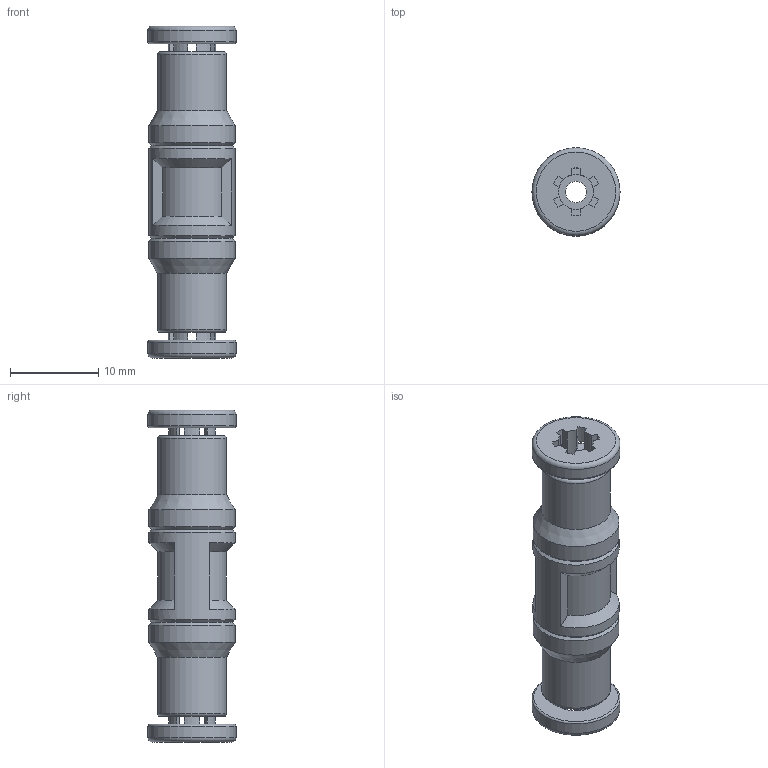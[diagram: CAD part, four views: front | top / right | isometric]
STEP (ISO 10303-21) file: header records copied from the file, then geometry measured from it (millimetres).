
FILE_DESCRIPTION(/* description */ ('STEP AP214'),/* implementation_level */ '2;1');
FILE_NAME(/* name */ '130645_CRQS-4',/* time_stamp */ '2024-08-08T21:30:47+02:00',/* author */ ('License CC BY-ND 4.0'),/* organization */ ('CADENAS'),/* preprocessor_version */ 'ST-DEVELOPER v19.3',/* originating_system */ 'PARTsolutions',/* authorisation */ ' ');
FILE_SCHEMA (('AUTOMOTIVE_DESIGN {1 0 10303 214 3 1 1}'));
Length unit declared in the file: millimetre
Products named in the file (1): 130645 CRQS-4
Bounding box: 10 x 10 x 37.7 mm (x, y, z)
Volume: 1720.1 mm3; surface area: 1857.4 mm2
Topology: 1 solids, 1 shells, 88 faces, 266 edges, 164 vertices
Faces by surface type: cylinder 36, plane 36, cone 10, torus 6
Full cylindrical faces by diameter (mm): 2.4 x1, 4 x2, 7.84 x2, 9.8 x3, 10 x2
Entity records: 2938 total; most frequent: DIRECTION 518, CARTESIAN_POINT 517, ORIENTED_EDGE 484, EDGE_CURVE 242, AXIS2_PLACEMENT_3D 195, VERTEX_POINT 162, LINE 128, VECTOR 128
